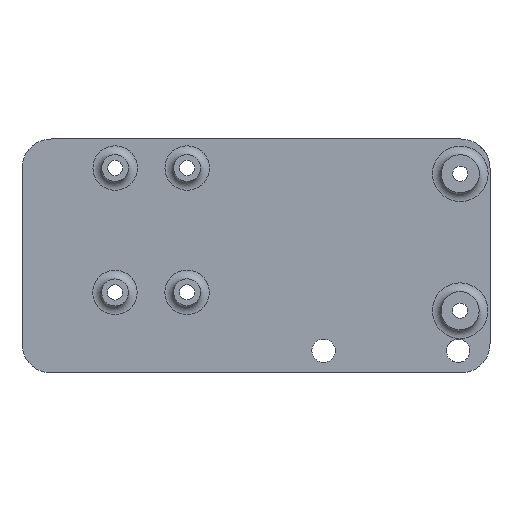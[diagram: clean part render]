
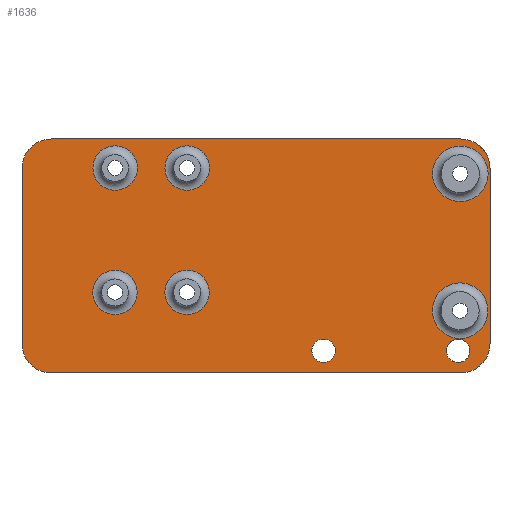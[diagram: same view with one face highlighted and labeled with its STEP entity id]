
A CAD part, front view. The second image highlights one B-rep face of the part: STEP entity #1636.
In plain terms, the highlighted planar face has unit normal (0, -1, 0).
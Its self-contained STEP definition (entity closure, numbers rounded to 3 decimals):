
#24=FACE_BOUND('',#262,.T.);
#25=FACE_BOUND('',#263,.T.);
#26=FACE_BOUND('',#264,.T.);
#27=FACE_BOUND('',#265,.T.);
#28=FACE_BOUND('',#266,.T.);
#29=FACE_BOUND('',#267,.T.);
#30=FACE_BOUND('',#268,.T.);
#31=FACE_BOUND('',#269,.T.);
#94=PLANE('',#1767);
#165=FACE_OUTER_BOUND('',#261,.T.);
#261=EDGE_LOOP('',(#1323,#1324,#1325,#1326,#1327,#1328,#1329,#1330));
#262=EDGE_LOOP('',(#1331));
#263=EDGE_LOOP('',(#1332));
#264=EDGE_LOOP('',(#1333));
#265=EDGE_LOOP('',(#1334));
#266=EDGE_LOOP('',(#1335));
#267=EDGE_LOOP('',(#1336));
#268=EDGE_LOOP('',(#1337));
#269=EDGE_LOOP('',(#1338));
#339=LINE('',#2358,#497);
#465=LINE('',#2787,#623);
#466=LINE('',#2791,#624);
#467=LINE('',#2794,#625);
#497=VECTOR('',#1872,10.);
#623=VECTOR('',#2140,10.);
#624=VECTOR('',#2143,10.);
#625=VECTOR('',#2146,10.);
#652=CIRCLE('',#1703,5.);
#671=CIRCLE('',#1765,4.75);
#673=CIRCLE('',#1768,5.);
#674=CIRCLE('',#1769,5.);
#675=CIRCLE('',#1770,5.);
#676=CIRCLE('',#1771,4.75);
#677=CIRCLE('',#1772,3.8);
#678=CIRCLE('',#1773,3.8);
#679=CIRCLE('',#1774,2.);
#680=CIRCLE('',#1775,2.);
#681=CIRCLE('',#1776,3.8);
#682=CIRCLE('',#1777,3.8);
#725=VERTEX_POINT('',#2355);
#726=VERTEX_POINT('',#2357);
#734=VERTEX_POINT('',#2417);
#828=VERTEX_POINT('',#2779);
#829=VERTEX_POINT('',#2784);
#830=VERTEX_POINT('',#2786);
#831=VERTEX_POINT('',#2788);
#832=VERTEX_POINT('',#2790);
#833=VERTEX_POINT('',#2792);
#834=VERTEX_POINT('',#2795);
#835=VERTEX_POINT('',#2797);
#836=VERTEX_POINT('',#2799);
#837=VERTEX_POINT('',#2801);
#838=VERTEX_POINT('',#2803);
#839=VERTEX_POINT('',#2805);
#840=VERTEX_POINT('',#2807);
#879=EDGE_CURVE('',#726,#725,#339,.T.);
#891=EDGE_CURVE('',#726,#734,#652,.T.);
#1031=EDGE_CURVE('',#828,#828,#671,.T.);
#1033=EDGE_CURVE('',#829,#725,#673,.T.);
#1034=EDGE_CURVE('',#829,#830,#465,.T.);
#1035=EDGE_CURVE('',#831,#830,#674,.T.);
#1036=EDGE_CURVE('',#831,#832,#466,.T.);
#1037=EDGE_CURVE('',#833,#832,#675,.T.);
#1038=EDGE_CURVE('',#833,#734,#467,.T.);
#1039=EDGE_CURVE('',#834,#834,#676,.T.);
#1040=EDGE_CURVE('',#835,#835,#677,.T.);
#1041=EDGE_CURVE('',#836,#836,#678,.T.);
#1042=EDGE_CURVE('',#837,#837,#679,.T.);
#1043=EDGE_CURVE('',#838,#838,#680,.T.);
#1044=EDGE_CURVE('',#839,#839,#681,.T.);
#1045=EDGE_CURVE('',#840,#840,#682,.T.);
#1323=ORIENTED_EDGE('',*,*,#891,.F.);
#1324=ORIENTED_EDGE('',*,*,#879,.T.);
#1325=ORIENTED_EDGE('',*,*,#1033,.F.);
#1326=ORIENTED_EDGE('',*,*,#1034,.T.);
#1327=ORIENTED_EDGE('',*,*,#1035,.F.);
#1328=ORIENTED_EDGE('',*,*,#1036,.T.);
#1329=ORIENTED_EDGE('',*,*,#1037,.F.);
#1330=ORIENTED_EDGE('',*,*,#1038,.T.);
#1331=ORIENTED_EDGE('',*,*,#1039,.F.);
#1332=ORIENTED_EDGE('',*,*,#1040,.F.);
#1333=ORIENTED_EDGE('',*,*,#1041,.F.);
#1334=ORIENTED_EDGE('',*,*,#1042,.T.);
#1335=ORIENTED_EDGE('',*,*,#1043,.T.);
#1336=ORIENTED_EDGE('',*,*,#1044,.F.);
#1337=ORIENTED_EDGE('',*,*,#1045,.F.);
#1338=ORIENTED_EDGE('',*,*,#1031,.F.);
#1636=ADVANCED_FACE('',(#165,#24,#25,#26,#27,#28,#29,#30,#31),#94,.T.);
#1703=AXIS2_PLACEMENT_3D('',#2418,#1889,#1890);
#1765=AXIS2_PLACEMENT_3D('',#2781,#2132,#2133);
#1767=AXIS2_PLACEMENT_3D('',#2783,#2136,#2137);
#1768=AXIS2_PLACEMENT_3D('',#2785,#2138,#2139);
#1769=AXIS2_PLACEMENT_3D('',#2789,#2141,#2142);
#1770=AXIS2_PLACEMENT_3D('',#2793,#2144,#2145);
#1771=AXIS2_PLACEMENT_3D('',#2796,#2147,#2148);
#1772=AXIS2_PLACEMENT_3D('',#2798,#2149,#2150);
#1773=AXIS2_PLACEMENT_3D('',#2800,#2151,#2152);
#1774=AXIS2_PLACEMENT_3D('',#2802,#2153,#2154);
#1775=AXIS2_PLACEMENT_3D('',#2804,#2155,#2156);
#1776=AXIS2_PLACEMENT_3D('',#2806,#2157,#2158);
#1777=AXIS2_PLACEMENT_3D('',#2808,#2159,#2160);
#1872=DIRECTION('',(-1.,0.,0.));
#1889=DIRECTION('center_axis',(0.,1.,0.));
#1890=DIRECTION('ref_axis',(0.707,0.,0.707));
#2132=DIRECTION('center_axis',(0.,-1.,0.));
#2133=DIRECTION('ref_axis',(1.,0.,0.));
#2136=DIRECTION('center_axis',(0.,-1.,0.));
#2137=DIRECTION('ref_axis',(1.,0.,0.));
#2138=DIRECTION('center_axis',(0.,1.,0.));
#2139=DIRECTION('ref_axis',(-0.707,0.,0.707));
#2140=DIRECTION('',(0.,0.,-1.));
#2141=DIRECTION('center_axis',(0.,1.,0.));
#2142=DIRECTION('ref_axis',(-0.707,0.,-0.707));
#2143=DIRECTION('',(1.,0.,0.));
#2144=DIRECTION('center_axis',(0.,1.,0.));
#2145=DIRECTION('ref_axis',(0.707,0.,-0.707));
#2146=DIRECTION('',(0.,0.,1.));
#2147=DIRECTION('center_axis',(0.,-1.,0.));
#2148=DIRECTION('ref_axis',(1.,0.,0.));
#2149=DIRECTION('center_axis',(0.,-1.,0.));
#2150=DIRECTION('ref_axis',(1.,0.,0.));
#2151=DIRECTION('center_axis',(0.,-1.,0.));
#2152=DIRECTION('ref_axis',(1.,0.,0.));
#2153=DIRECTION('center_axis',(0.,1.,0.));
#2154=DIRECTION('ref_axis',(1.,0.,0.));
#2155=DIRECTION('center_axis',(0.,1.,0.));
#2156=DIRECTION('ref_axis',(-1.,0.,0.));
#2157=DIRECTION('center_axis',(0.,-1.,0.));
#2158=DIRECTION('ref_axis',(1.,0.,0.));
#2159=DIRECTION('center_axis',(0.,-1.,0.));
#2160=DIRECTION('ref_axis',(1.,0.,0.));
#2355=CARTESIAN_POINT('',(-35.,74.8,9.));
#2357=CARTESIAN_POINT('',(35.,74.8,9.));
#2358=CARTESIAN_POINT('',(-40.,74.8,9.));
#2417=CARTESIAN_POINT('',(40.,74.8,4.));
#2418=CARTESIAN_POINT('Origin',(35.,74.8,4.));
#2779=CARTESIAN_POINT('',(34.927,74.8,-1.697));
#2781=CARTESIAN_POINT('Origin',(34.927,74.8,3.053));
#2783=CARTESIAN_POINT('Origin',(0.,74.8,-11.));
#2784=CARTESIAN_POINT('',(-40.,74.8,4.));
#2785=CARTESIAN_POINT('Origin',(-35.,74.8,4.));
#2786=CARTESIAN_POINT('',(-40.,74.8,-26.));
#2787=CARTESIAN_POINT('',(-40.,74.8,-31.));
#2788=CARTESIAN_POINT('',(-35.,74.8,-31.));
#2789=CARTESIAN_POINT('Origin',(-35.,74.8,-26.));
#2790=CARTESIAN_POINT('',(35.,74.8,-31.));
#2791=CARTESIAN_POINT('',(40.,74.8,-31.));
#2792=CARTESIAN_POINT('',(40.,74.8,-26.));
#2793=CARTESIAN_POINT('Origin',(35.,74.8,-26.));
#2794=CARTESIAN_POINT('',(40.,74.8,9.));
#2795=CARTESIAN_POINT('',(34.893,74.8,-25.09));
#2796=CARTESIAN_POINT('Origin',(34.893,74.8,-20.34));
#2797=CARTESIAN_POINT('',(-11.777,74.8,-21.003));
#2798=CARTESIAN_POINT('Origin',(-11.777,74.8,-17.203));
#2799=CARTESIAN_POINT('',(-24.105,74.8,-21.022));
#2800=CARTESIAN_POINT('Origin',(-24.105,74.8,-17.222));
#2801=CARTESIAN_POINT('',(32.544,74.8,-27.221));
#2802=CARTESIAN_POINT('Origin',(34.544,74.8,-27.221));
#2803=CARTESIAN_POINT('',(13.544,74.8,-27.221));
#2804=CARTESIAN_POINT('Origin',(11.544,74.8,-27.221));
#2805=CARTESIAN_POINT('',(-24.074,74.8,0.242));
#2806=CARTESIAN_POINT('Origin',(-24.074,74.8,4.042));
#2807=CARTESIAN_POINT('',(-11.774,74.8,0.242));
#2808=CARTESIAN_POINT('Origin',(-11.774,74.8,4.042));
